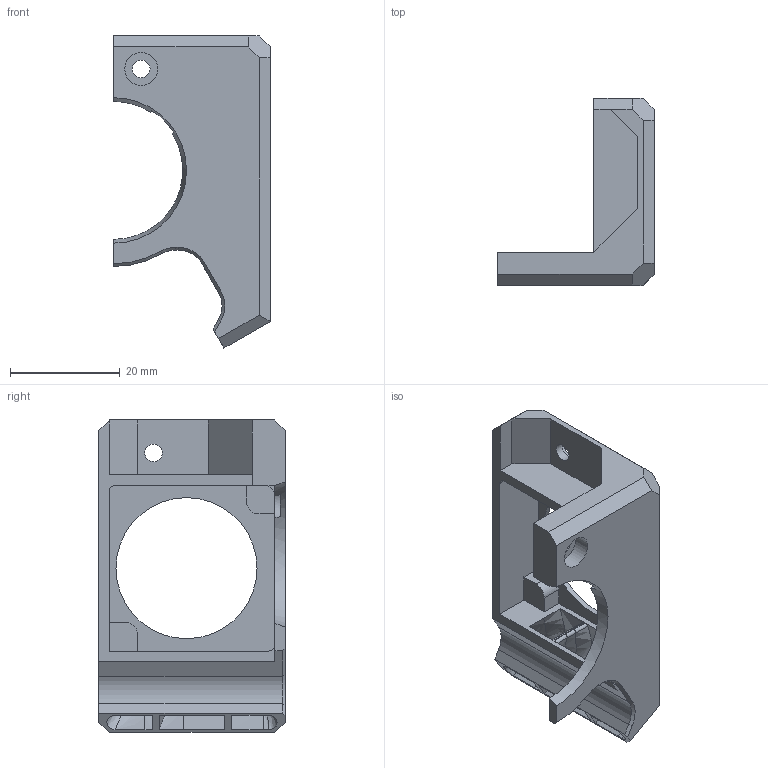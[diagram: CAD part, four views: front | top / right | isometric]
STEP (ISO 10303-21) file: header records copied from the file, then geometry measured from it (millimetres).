
FILE_DESCRIPTION(/* description */ ('STEP AP242','CAx-IF Rec.Pracs.---Representation and Presentation of Product Manufacturing Information (PMI)---4.0---2014-10-13','CAx-IF Rec.Pracs.---3D Tessellated Geometry---0.4---2014-09-14','2;1'),/* implementation_level */ '2;1');
FILE_NAME(/* name */ '631f3bd360245e22a108508a',/* time_stamp */ '2022-09-12T14:01:55+00:00',/* author */ (''),/* organization */ (''),/* preprocessor_version */ 'ST-DEVELOPER v18.102',/* originating_system */ ' ',/* authorisation */ ' ');
FILE_SCHEMA (('AP242_MANAGED_MODEL_BASED_3D_ENGINEERING_MIM_LF { 1 0 10303 442 1 1 4 }'));
Length unit declared in the file: metre
Products named in the file (1): Right Blower Chamfer
Bounding box: 28.5 x 34 x 56.86 mm (x, y, z)
Volume: 8015.8 mm3; surface area: 7894.7 mm2
Topology: 1 solids, 1 shells, 91 faces, 262 edges, 175 vertices
Faces by surface type: plane 50, bspline 19, cylinder 17, cone 5
Full cylindrical faces by diameter (mm): 3.2 x2, 6 x2, 25.7 x1
Entity records: 4430 total; most frequent: CARTESIAN_POINT 2148, ORIENTED_EDGE 514, DIRECTION 383, EDGE_CURVE 257, VERTEX_POINT 175, LINE 155, VECTOR 155, AXIS2_PLACEMENT_3D 114
